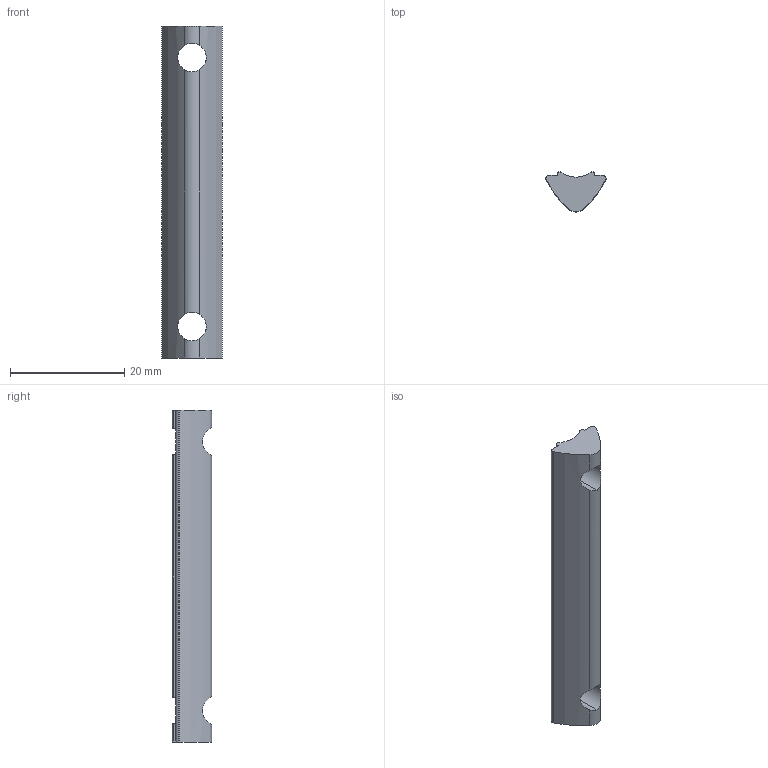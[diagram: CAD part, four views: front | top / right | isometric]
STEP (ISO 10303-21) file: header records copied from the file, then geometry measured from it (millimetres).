
FILE_DESCRIPTION (( 'STEP AP214' ), '1' );
FILE_NAME ('096556d58.STEP', '2014-01-28T15:57:04', ( '' ), ( '' ), 'SwSTEP 2.0', 'SolidWorks 2014', '' );
FILE_SCHEMA (( 'AUTOMOTIVE_DESIGN' ));
Length unit declared in the file: millimetre
Products named in the file (1): 096556d58
Bounding box: 10.5 x 6.9 x 58 mm (x, y, z)
Volume: 2356.3 mm3; surface area: 1820.6 mm2
Topology: 1 solids, 1 shells, 59 faces, 183 edges, 122 vertices
Faces by surface type: cylinder 35, plane 16, bspline 4, cone 4
Entity records: 3031 total; most frequent: CARTESIAN_POINT 1407, ORIENTED_EDGE 366, DIRECTION 277, EDGE_CURVE 183, VERTEX_POINT 122, AXIS2_PLACEMENT_3D 102, VECTOR 73, LINE 73
